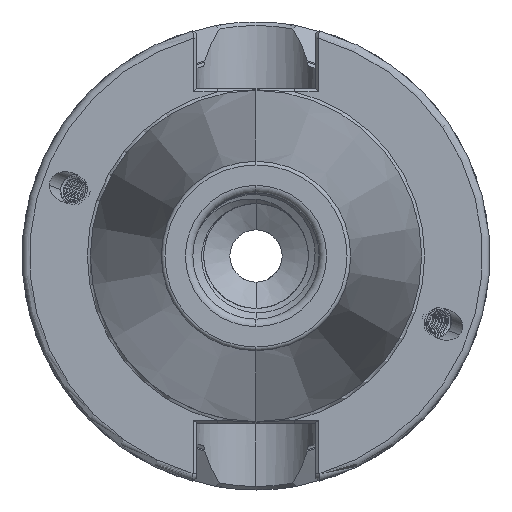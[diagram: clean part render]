
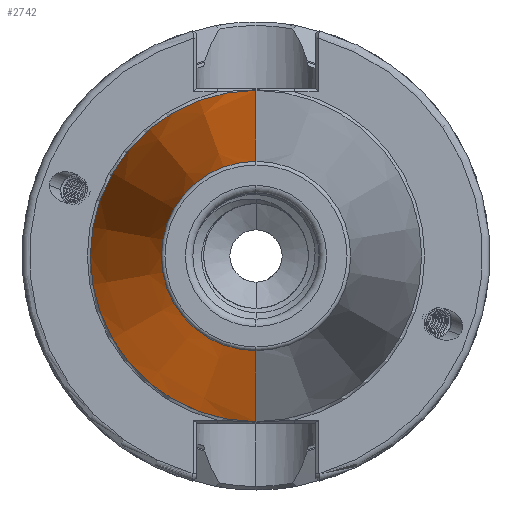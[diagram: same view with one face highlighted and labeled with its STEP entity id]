
A CAD part, left-side view. The second image highlights one B-rep face of the part: STEP entity #2742.
In plain terms, the highlighted conical face has half-angle 8.297 degrees and reference radius 22.298 mm.
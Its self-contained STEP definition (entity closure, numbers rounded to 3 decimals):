
#11 = AXIS2_PLACEMENT_3D ( 'NONE', #13439, #13453, #13457 ) ;
#16 = AXIS2_PLACEMENT_3D ( 'NONE', #25669, #25656, #25670 ) ;
#794 = EDGE_CURVE ( 'NONE', #5841, #5832, #1881, .T. ) ;
#797 = EDGE_CURVE ( 'NONE', #5832, #5797, #1890, .T. ) ;
#824 = EDGE_CURVE ( 'NONE', #5841, #5803, #1904, .T. ) ;
#860 = EDGE_CURVE ( 'NONE', #5803, #5797, #1929, .T. ) ;
#1881 = CIRCLE ( 'NONE', #11, 12.75 ) ;
#1890 = LINE ( 'NONE', #13429, #1892 ) ;
#1892 = VECTOR ( 'NONE', #13507, 1000. ) ;
#1904 = LINE ( 'NONE', #25586, #1917 ) ;
#1917 = VECTOR ( 'NONE', #25610, 1000. ) ;
#1929 = CIRCLE ( 'NONE', #16, 22.298 ) ;
#2301 = ORIENTED_EDGE ( 'NONE', *, *, #824, .F. ) ;
#2310 = ORIENTED_EDGE ( 'NONE', *, *, #860, .F. ) ;
#2324 = ORIENTED_EDGE ( 'NONE', *, *, #797, .T. ) ;
#2335 = ORIENTED_EDGE ( 'NONE', *, *, #794, .T. ) ;
#2742 = ADVANCED_FACE ( 'NONE', ( #25207 ), #25210, .T. ) ;
#5797 = VERTEX_POINT ( 'NONE', #18380 ) ;
#5803 = VERTEX_POINT ( 'NONE', #18361 ) ;
#5832 = VERTEX_POINT ( 'NONE', #18372 ) ;
#5841 = VERTEX_POINT ( 'NONE', #18387 ) ;
#13429 = CARTESIAN_POINT ( 'NONE',  ( -1.5, 0., 22.298 ) ) ;
#13439 = CARTESIAN_POINT ( 'NONE',  ( -66.972, 0., 0. ) ) ;
#13453 = DIRECTION ( 'NONE',  ( 1., 0., 0. ) ) ;
#13457 = DIRECTION ( 'NONE',  ( 0., 0., -1. ) ) ;
#13507 = DIRECTION ( 'NONE',  ( 0.99, 0., 0.144 ) ) ;
#18361 = CARTESIAN_POINT ( 'NONE',  ( -1.5, 0., -22.298 ) ) ;
#18372 = CARTESIAN_POINT ( 'NONE',  ( -66.972, 0., 12.75 ) ) ;
#18380 = CARTESIAN_POINT ( 'NONE',  ( -1.5, 0., 22.298 ) ) ;
#18387 = CARTESIAN_POINT ( 'NONE',  ( -66.972, 0., -12.75 ) ) ;
#21998 = EDGE_LOOP ( 'NONE', ( #2335, #2324, #2310, #2301 ) ) ;
#22789 = AXIS2_PLACEMENT_3D ( 'NONE', #23149, #23205, #23159 ) ;
#23149 = CARTESIAN_POINT ( 'NONE',  ( -1.5, 0., 0. ) ) ;
#23159 = DIRECTION ( 'NONE',  ( 0., 0., -1. ) ) ;
#23205 = DIRECTION ( 'NONE',  ( 1., 0., 0. ) ) ;
#25207 = FACE_OUTER_BOUND ( 'NONE', #21998, .T. ) ;
#25210 = CONICAL_SURFACE ( 'NONE', #22789, 22.298, 0.145 ) ;
#25586 = CARTESIAN_POINT ( 'NONE',  ( -1.5, 0., -22.298 ) ) ;
#25610 = DIRECTION ( 'NONE',  ( 0.99, 0., -0.144 ) ) ;
#25656 = DIRECTION ( 'NONE',  ( 1., 0., 0. ) ) ;
#25669 = CARTESIAN_POINT ( 'NONE',  ( -1.5, 0., 0. ) ) ;
#25670 = DIRECTION ( 'NONE',  ( 0., 0., -1. ) ) ;
